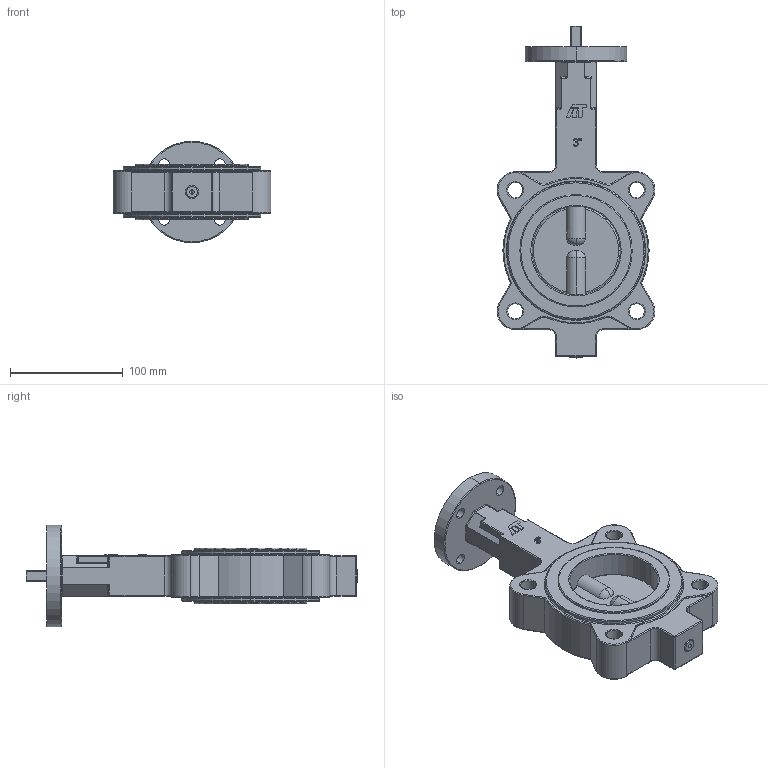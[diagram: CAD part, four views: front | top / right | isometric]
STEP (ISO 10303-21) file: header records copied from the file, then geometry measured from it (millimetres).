
FILE_DESCRIPTION (( 'STEP AP214' ), '1' );
FILE_NAME ('OS-L1-0300-XXX.step', '2019-08-12T18:27:58', ( '' ), ( '' ), 'SwSTEP 2.0', 'SolidWorks 2019', '' );
FILE_SCHEMA (( 'AUTOMOTIVE_DESIGN' ));
Length unit declared in the file: inch
Products named in the file (9): 25161; 25120; OS-L1-0300-XXX; 25109; 25162
Assembly tree (4 placements, depth 2):
  25161
  OS-L1-0300-XXX
    25120
    25162
    25161
    25109
  25109
  25162
  25120
Bounding box: 140.15 x 294.76 x 89.99 mm (x, y, z)
Volume: 776260.4 mm3; surface area: 148991.8 mm2
Topology: 4 solids, 4 shells, 378 faces, 914 edges, 540 vertices
Faces by surface type: cylinder 153, torus 96, plane 87, bspline 26, sphere 12, cone 4
Entity records: 12903 total; most frequent: CARTESIAN_POINT 3648, DIRECTION 1959, ORIENTED_EDGE 1796, EDGE_CURVE 898, AXIS2_PLACEMENT_3D 794, VERTEX_POINT 540, CIRCLE 434, EDGE_LOOP 412
